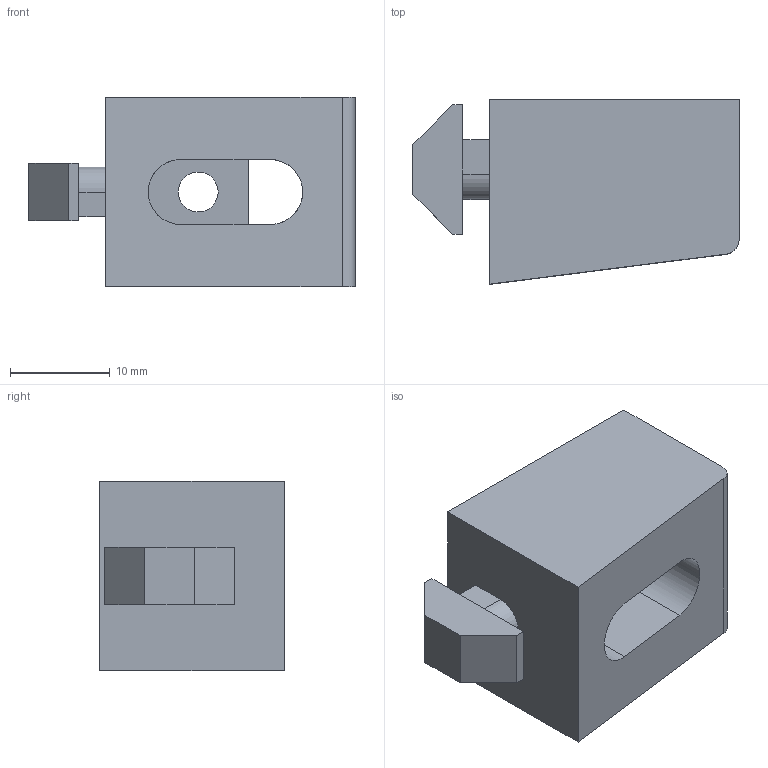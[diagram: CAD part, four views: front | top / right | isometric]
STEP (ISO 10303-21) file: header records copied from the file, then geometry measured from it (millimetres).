
FILE_DESCRIPTION (( 'STEP AP214' ), '1' );
FILE_NAME ('094100m4.STEP', '2013-10-14T07:42:07', ( '' ), ( '' ), 'SwSTEP 2.0', 'SolidWorks 2012', '' );
FILE_SCHEMA (( 'AUTOMOTIVE_DESIGN' ));
Length unit declared in the file: millimetre
Products named in the file (3): 094100m4; 094100; 094-04_M4
Assembly tree (2 placements, depth 2):
  094100m4
    094100
    094-04_M4
Bounding box: 32.7 x 18.5 x 19 mm (x, y, z)
Volume: 6296.8 mm3; surface area: 3984.7 mm2
Topology: 2 solids, 2 shells, 42 faces, 105 edges, 70 vertices
Faces by surface type: plane 33, cylinder 9
Entity records: 1367 total; most frequent: CARTESIAN_POINT 228, DIRECTION 213, ORIENTED_EDGE 210, EDGE_CURVE 105, LINE 87, VECTOR 87, VERTEX_POINT 70, AXIS2_PLACEMENT_3D 63
